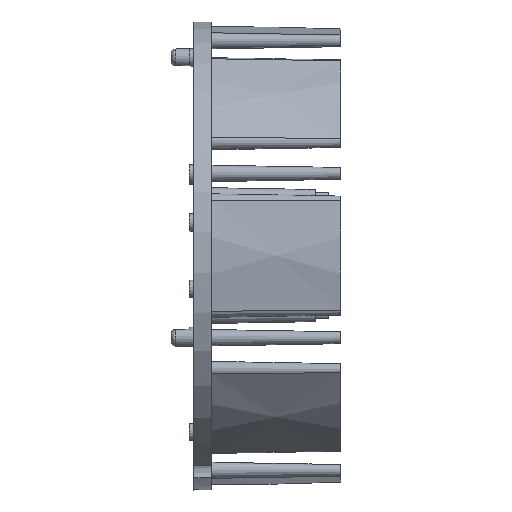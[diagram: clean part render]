
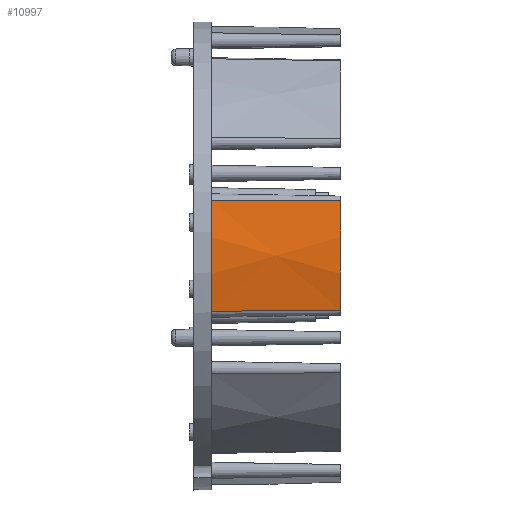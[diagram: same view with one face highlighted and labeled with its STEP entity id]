
A CAD part, front view. The second image highlights one B-rep face of the part: STEP entity #10997.
In plain terms, the highlighted conical face has half-angle 1 degrees and reference radius 25.024 mm.
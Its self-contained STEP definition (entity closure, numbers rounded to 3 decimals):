
#61=CARTESIAN_POINT('',(16.1,0.,0.));
#62=DIRECTION('',(1.,0.,0.));
#63=DIRECTION('',(0.,-0.97,0.242));
#64=AXIS2_PLACEMENT_3D('',#61,#62,#63);
#5193=DIRECTION('',(-1.,-0.017,-0.004));
#5194=VECTOR('',#5193,14.202);
#5195=CARTESIAN_POINT('',(16.1,-24.16,-6.024));
#5196=LINE('',#5195,#5194);
#5200=CARTESIAN_POINT('',(1.9,0.,0.));
#5201=DIRECTION('',(1.,0.,0.));
#5202=DIRECTION('',(0.,-0.97,0.242));
#5203=AXIS2_PLACEMENT_3D('',#5200,#5201,#5202);
#5208=DIRECTION('',(-1.,-0.017,0.004));
#5209=VECTOR('',#5208,14.202);
#5210=CARTESIAN_POINT('',(16.1,-24.16,6.024));
#5211=LINE('',#5210,#5209);
#6003=CARTESIAN_POINT('',(16.1,-24.16,-6.024));
#6005=VERTEX_POINT('',#6003);
#6007=CARTESIAN_POINT('',(1.9,-24.401,-6.084));
#6009=VERTEX_POINT('',#6007);
#6015=CARTESIAN_POINT('',(16.1,-24.16,6.024));
#6016=VERTEX_POINT('',#6015);
#6017=CARTESIAN_POINT('',(1.9,-24.401,6.084));
#6018=VERTEX_POINT('',#6017);
#10986=CARTESIAN_POINT('',(9.,0.,0.));
#10987=DIRECTION('',(-1.,0.,0.));
#10988=DIRECTION('',(0.,-1.,0.));
#10989=AXIS2_PLACEMENT_3D('',#10986,#10987,#10988);
#10990=CONICAL_SURFACE('',#10989,25.024,1.);
#10991=ORIENTED_EDGE('',*,*,#6801,.F.);
#10992=ORIENTED_EDGE('',*,*,#10955,.F.);
#10993=ORIENTED_EDGE('',*,*,#6595,.T.);
#10994=ORIENTED_EDGE('',*,*,#10979,.T.);
#10995=EDGE_LOOP('',(#10991,#10992,#10993,#10994));
#10996=FACE_OUTER_BOUND('',#10995,.F.);
#10997=ADVANCED_FACE('',(#10996),#10990,.T.);
#65=CIRCLE('',#64,24.9);
#5204=CIRCLE('',#5203,25.148);
#6595=EDGE_CURVE('',#6016,#6005,#65,.T.);
#6801=EDGE_CURVE('',#6018,#6009,#5204,.T.);
#10955=EDGE_CURVE('',#6016,#6018,#5211,.T.);
#10979=EDGE_CURVE('',#6005,#6009,#5196,.T.);
